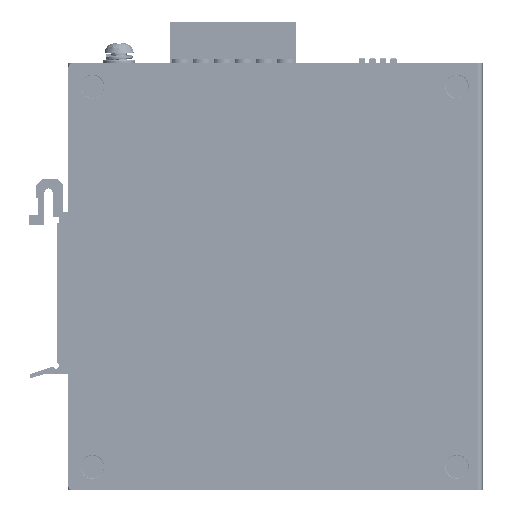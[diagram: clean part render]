
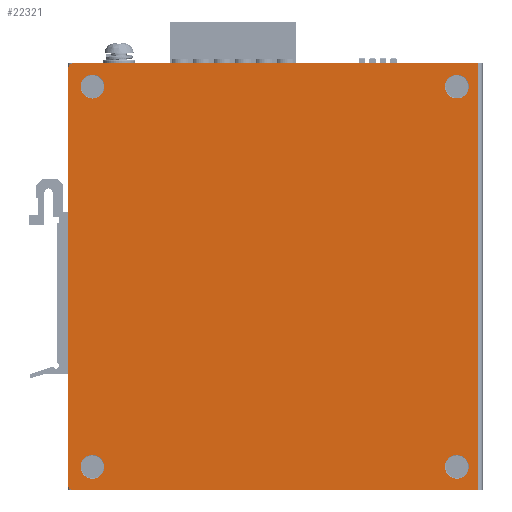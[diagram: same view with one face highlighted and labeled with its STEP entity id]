
A CAD part, front view. The second image highlights one B-rep face of the part: STEP entity #22321.
In plain terms, the highlighted face is planar.
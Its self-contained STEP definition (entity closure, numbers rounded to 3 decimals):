
#20354=DIRECTION('',(1.,0.,0.));
#20355=VECTOR('',#20354,103.);
#20356=CARTESIAN_POINT('',(-159.592,41.,53.8));
#20357=LINE('',#20356,#20355);
#20384=CARTESIAN_POINT('',(-62.192,41.,-39.2));
#20385=DIRECTION('',(0.,-1.,0.));
#20386=DIRECTION('',(-1.,0.,0.));
#20387=AXIS2_PLACEMENT_3D('',#20384,#20385,#20386);
#20392=CARTESIAN_POINT('',(-62.192,41.,-39.2));
#20393=DIRECTION('',(0.,-1.,0.));
#20394=DIRECTION('',(1.,0.,0.));
#20395=AXIS2_PLACEMENT_3D('',#20392,#20393,#20394);
#20400=CARTESIAN_POINT('',(-62.192,41.,48.8));
#20401=DIRECTION('',(0.,-1.,0.));
#20402=DIRECTION('',(-1.,0.,0.));
#20403=AXIS2_PLACEMENT_3D('',#20400,#20401,#20402);
#20408=CARTESIAN_POINT('',(-62.192,41.,48.8));
#20409=DIRECTION('',(0.,-1.,0.));
#20410=DIRECTION('',(1.,0.,0.));
#20411=AXIS2_PLACEMENT_3D('',#20408,#20409,#20410);
#20416=CARTESIAN_POINT('',(-153.992,41.,48.8));
#20417=DIRECTION('',(0.,-1.,0.));
#20418=DIRECTION('',(-1.,0.,0.));
#20419=AXIS2_PLACEMENT_3D('',#20416,#20417,#20418);
#20424=CARTESIAN_POINT('',(-153.992,41.,48.8));
#20425=DIRECTION('',(0.,-1.,0.));
#20426=DIRECTION('',(1.,0.,0.));
#20427=AXIS2_PLACEMENT_3D('',#20424,#20425,#20426);
#20432=CARTESIAN_POINT('',(-153.992,41.,-39.2));
#20433=DIRECTION('',(0.,-1.,0.));
#20434=DIRECTION('',(-1.,0.,0.));
#20435=AXIS2_PLACEMENT_3D('',#20432,#20433,#20434);
#20440=CARTESIAN_POINT('',(-153.992,41.,-39.2));
#20441=DIRECTION('',(0.,-1.,0.));
#20442=DIRECTION('',(1.,0.,0.));
#20443=AXIS2_PLACEMENT_3D('',#20440,#20441,#20442);
#20448=CARTESIAN_POINT('',(-158.592,41.,-44.));
#20449=DIRECTION('',(0.,1.,0.));
#20450=DIRECTION('',(0.,0.,-1.));
#20451=AXIS2_PLACEMENT_3D('',#20448,#20449,#20450);
#20456=DIRECTION('',(-1.,0.,0.));
#20457=VECTOR('',#20456,101.);
#20458=CARTESIAN_POINT('',(-57.592,41.,-45.));
#20459=LINE('',#20458,#20457);
#20463=CARTESIAN_POINT('',(-57.592,41.,-44.));
#20464=DIRECTION('',(0.,1.,0.));
#20465=DIRECTION('',(1.,0.,0.));
#20466=AXIS2_PLACEMENT_3D('',#20463,#20464,#20465);
#20471=DIRECTION('',(0.,0.,-1.));
#20472=VECTOR('',#20471,97.8);
#20473=CARTESIAN_POINT('',(-56.592,41.,53.8));
#20474=LINE('',#20473,#20472);
#20478=DIRECTION('',(0.,0.,1.));
#20479=VECTOR('',#20478,97.8);
#20480=CARTESIAN_POINT('',(-159.592,41.,-44.));
#20481=LINE('',#20480,#20479);
#21487=CARTESIAN_POINT('',(-159.592,41.,53.8));
#21488=CARTESIAN_POINT('',(-56.592,41.,53.8));
#21489=VERTEX_POINT('',#21487);
#21490=VERTEX_POINT('',#21488);
#21519=CARTESIAN_POINT('',(-65.067,41.,-39.2));
#21520=CARTESIAN_POINT('',(-59.317,41.,-39.2));
#21521=VERTEX_POINT('',#21519);
#21522=VERTEX_POINT('',#21520);
#21551=CARTESIAN_POINT('',(-65.067,41.,48.8));
#21552=CARTESIAN_POINT('',(-59.317,41.,48.8));
#21553=VERTEX_POINT('',#21551);
#21554=VERTEX_POINT('',#21552);
#21559=CARTESIAN_POINT('',(-156.867,41.,48.8));
#21560=CARTESIAN_POINT('',(-151.117,41.,48.8));
#21561=VERTEX_POINT('',#21559);
#21562=VERTEX_POINT('',#21560);
#21567=CARTESIAN_POINT('',(-156.867,41.,-39.2));
#21568=CARTESIAN_POINT('',(-151.117,41.,-39.2));
#21569=VERTEX_POINT('',#21567);
#21570=VERTEX_POINT('',#21568);
#21607=CARTESIAN_POINT('',(-158.592,41.,-45.));
#21608=CARTESIAN_POINT('',(-159.592,41.,-44.));
#21609=VERTEX_POINT('',#21607);
#21610=VERTEX_POINT('',#21608);
#21623=CARTESIAN_POINT('',(-56.592,41.,-44.));
#21624=CARTESIAN_POINT('',(-57.592,41.,-45.));
#21625=VERTEX_POINT('',#21623);
#21626=VERTEX_POINT('',#21624);
#22279=CARTESIAN_POINT('',(-56.592,41.,55.));
#22280=DIRECTION('',(0.,1.,0.));
#22281=DIRECTION('',(1.,0.,0.));
#22282=AXIS2_PLACEMENT_3D('',#22279,#22280,#22281);
#22283=PLANE('',#22282);
#22285=ORIENTED_EDGE('',*,*,#22284,.F.);
#22287=ORIENTED_EDGE('',*,*,#22286,.F.);
#22289=ORIENTED_EDGE('',*,*,#22288,.F.);
#22291=ORIENTED_EDGE('',*,*,#22290,.F.);
#22292=ORIENTED_EDGE('',*,*,#22270,.F.);
#22294=ORIENTED_EDGE('',*,*,#22293,.F.);
#22295=EDGE_LOOP('',(#22285,#22287,#22289,#22291,#22292,#22294));
#22296=FACE_OUTER_BOUND('',#22295,.F.);
#22298=ORIENTED_EDGE('',*,*,#22297,.F.);
#22300=ORIENTED_EDGE('',*,*,#22299,.F.);
#22301=EDGE_LOOP('',(#22298,#22300));
#22302=FACE_BOUND('',#22301,.F.);
#22304=ORIENTED_EDGE('',*,*,#22303,.F.);
#22306=ORIENTED_EDGE('',*,*,#22305,.F.);
#22307=EDGE_LOOP('',(#22304,#22306));
#22308=FACE_BOUND('',#22307,.F.);
#22310=ORIENTED_EDGE('',*,*,#22309,.F.);
#22312=ORIENTED_EDGE('',*,*,#22311,.F.);
#22313=EDGE_LOOP('',(#22310,#22312));
#22314=FACE_BOUND('',#22313,.F.);
#22316=ORIENTED_EDGE('',*,*,#22315,.F.);
#22318=ORIENTED_EDGE('',*,*,#22317,.F.);
#22319=EDGE_LOOP('',(#22316,#22318));
#22320=FACE_BOUND('',#22319,.F.);
#20388=CIRCLE('',#20387,2.875);
#20396=CIRCLE('',#20395,2.875);
#20404=CIRCLE('',#20403,2.875);
#20412=CIRCLE('',#20411,2.875);
#20420=CIRCLE('',#20419,2.875);
#20428=CIRCLE('',#20427,2.875);
#20436=CIRCLE('',#20435,2.875);
#20444=CIRCLE('',#20443,2.875);
#20452=CIRCLE('',#20451,1.);
#20467=CIRCLE('',#20466,1.);
#22270=EDGE_CURVE('',#21489,#21490,#20357,.T.);
#22284=EDGE_CURVE('',#21609,#21610,#20452,.T.);
#22286=EDGE_CURVE('',#21626,#21609,#20459,.T.);
#22288=EDGE_CURVE('',#21625,#21626,#20467,.T.);
#22290=EDGE_CURVE('',#21490,#21625,#20474,.T.);
#22293=EDGE_CURVE('',#21610,#21489,#20481,.T.);
#22297=EDGE_CURVE('',#21553,#21554,#20404,.T.);
#22299=EDGE_CURVE('',#21554,#21553,#20412,.T.);
#22303=EDGE_CURVE('',#21561,#21562,#20420,.T.);
#22305=EDGE_CURVE('',#21562,#21561,#20428,.T.);
#22309=EDGE_CURVE('',#21569,#21570,#20436,.T.);
#22311=EDGE_CURVE('',#21570,#21569,#20444,.T.);
#22315=EDGE_CURVE('',#21521,#21522,#20388,.T.);
#22317=EDGE_CURVE('',#21522,#21521,#20396,.T.);
#22321=ADVANCED_FACE('',(#22296,#22302,#22308,#22314,#22320),#22283,.T.);
